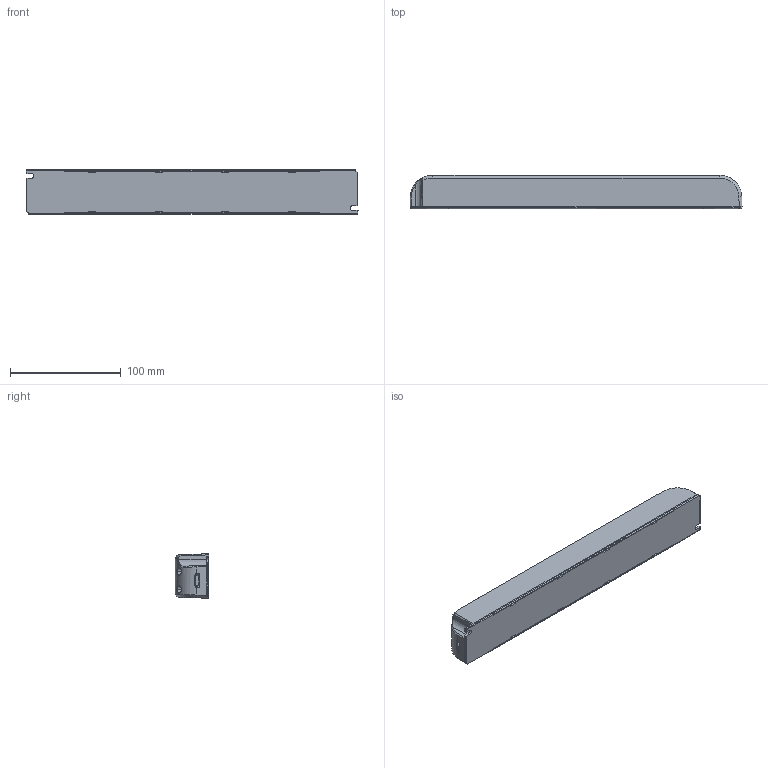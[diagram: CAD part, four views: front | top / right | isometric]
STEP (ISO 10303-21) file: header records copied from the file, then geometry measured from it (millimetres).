
FILE_DESCRIPTION(('Creo Elements/Direct Modeling STEP Export'),'2;1');
FILE_NAME('3D_K60.stp','2019-07-08T14:47:42',(''),(''),'PTC Creo Elements/Direct Modeling STEP processor for AP214 (Solid Model)','PTC Creo Elements/Direct Modeling 19.0E 27-Jun-2016 (C) Parametric Technology GmbH','');
FILE_SCHEMA(('AUTOMOTIVE_DESIGN { 1 0 10303 214 1 1 1 1 }'));
Length unit declared in the file: millimetre
Products named in the file (1): 3D_K60
Bounding box: 300 x 30 x 40 mm (x, y, z)
Surface area: 66690.2 mm2 (no closed solid volume)
Topology: 0 solids, 1 shells, 648 faces, 2121 edges, 1430 vertices
Faces by surface type: plane 414, cylinder 118, cone 50, bspline 48, torus 14, sphere 4
Entity records: 30546 total; most frequent: CARTESIAN_POINT 8387, ORIENTED_EDGE 3896, DIRECTION 3259, EDGE_CURVE 2117, VECTOR 1461, LINE 1461, VERTEX_POINT 1430, AXIS2_PLACEMENT_3D 899
